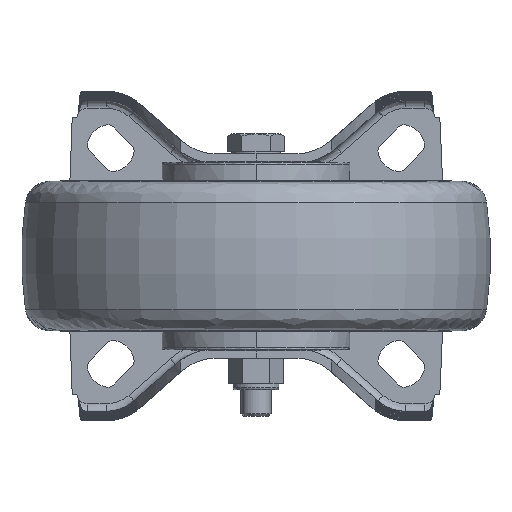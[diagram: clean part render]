
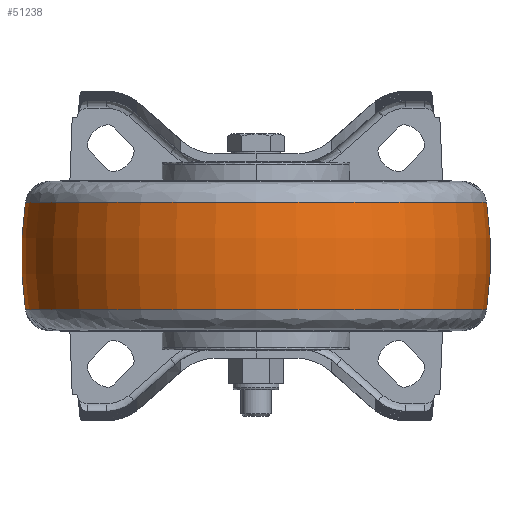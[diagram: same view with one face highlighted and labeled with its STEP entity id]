
A CAD part, front view. The second image highlights one B-rep face of the part: STEP entity #51238.
In plain terms, the highlighted toroidal (fillet/blend) face has major radius 37.5 mm and minor radius 100 mm.
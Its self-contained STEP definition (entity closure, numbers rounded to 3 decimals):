
#4970 = AXIS2_PLACEMENT_3D ( 'NONE', #73217, #9667, #44788 ) ;
#7355 = EDGE_LOOP ( 'NONE', ( #71084, #30489, #61898, #36829 ) ) ;
#8016 = CARTESIAN_POINT ( 'NONE',  ( -37.5, -93.984, 0. ) ) ;
#8533 = CARTESIAN_POINT ( 'NONE',  ( 61.467, -94.027, 14.337 ) ) ;
#9667 = DIRECTION ( 'NONE',  ( 0., 0., 1. ) ) ;
#9958 = DIRECTION ( 'NONE',  ( -1., 0., 0. ) ) ;
#10585 = DIRECTION ( 'NONE',  ( 0., -1., 0. ) ) ;
#11497 = FACE_OUTER_BOUND ( 'NONE', #7355, .T. ) ;
#13781 = VERTEX_POINT ( 'NONE', #49808 ) ;
#13906 = VERTEX_POINT ( 'NONE', #67514 ) ;
#18301 = AXIS2_PLACEMENT_3D ( 'NONE', #8016, #64622, #30416 ) ;
#18582 = AXIS2_PLACEMENT_3D ( 'NONE', #38562, #21086, #44286 ) ;
#19318 = EDGE_CURVE ( 'NONE', #13781, #13906, #49546, .T. ) ;
#21086 = DIRECTION ( 'NONE',  ( 0., 0., -1. ) ) ;
#21399 = DIRECTION ( 'NONE',  ( 0., 0., -1. ) ) ;
#22001 = DIRECTION ( 'NONE',  ( 1., 0., 0. ) ) ;
#25931 = AXIS2_PLACEMENT_3D ( 'NONE', #56220, #10585, #22001 ) ;
#27686 = EDGE_CURVE ( 'NONE', #69397, #32750, #55548, .T. ) ;
#29296 = TOROIDAL_SURFACE ( 'NONE', #40349, -37.5, 100. ) ;
#30416 = DIRECTION ( 'NONE',  ( -1., 0., 0. ) ) ;
#30489 = ORIENTED_EDGE ( 'NONE', *, *, #58563, .T. ) ;
#31326 = CIRCLE ( 'NONE', #4970, 61.467 ) ;
#32750 = VERTEX_POINT ( 'NONE', #45895 ) ;
#36829 = ORIENTED_EDGE ( 'NONE', *, *, #56263, .T. ) ;
#38562 = CARTESIAN_POINT ( 'NONE',  ( 0., -94., 14.337 ) ) ;
#40349 = AXIS2_PLACEMENT_3D ( 'NONE', #43626, #21399, #9958 ) ;
#43220 = CIRCLE ( 'NONE', #18582, 61.467 ) ;
#43626 = CARTESIAN_POINT ( 'NONE',  ( 0., -94., 0. ) ) ;
#44286 = DIRECTION ( 'NONE',  ( -1., 0., 0. ) ) ;
#44788 = DIRECTION ( 'NONE',  ( 1., 0., 0. ) ) ;
#45895 = CARTESIAN_POINT ( 'NONE',  ( 61.467, -94.027, -14.337 ) ) ;
#49546 = CIRCLE ( 'NONE', #25931, 100. ) ;
#49808 = CARTESIAN_POINT ( 'NONE',  ( -61.467, -93.973, 14.337 ) ) ;
#51238 = ADVANCED_FACE ( 'NONE', ( #11497 ), #29296, .T. ) ;
#55548 = CIRCLE ( 'NONE', #18301, 100. ) ;
#56220 = CARTESIAN_POINT ( 'NONE',  ( 37.5, -94.016, 0. ) ) ;
#56263 = EDGE_CURVE ( 'NONE', #13906, #32750, #31326, .T. ) ;
#58563 = EDGE_CURVE ( 'NONE', #69397, #13781, #43220, .T. ) ;
#61898 = ORIENTED_EDGE ( 'NONE', *, *, #19318, .T. ) ;
#64622 = DIRECTION ( 'NONE',  ( 0., 1., 0. ) ) ;
#67514 = CARTESIAN_POINT ( 'NONE',  ( -61.467, -93.973, -14.337 ) ) ;
#69397 = VERTEX_POINT ( 'NONE', #8533 ) ;
#71084 = ORIENTED_EDGE ( 'NONE', *, *, #27686, .F. ) ;
#73217 = CARTESIAN_POINT ( 'NONE',  ( 0., -94., -14.337 ) ) ;
